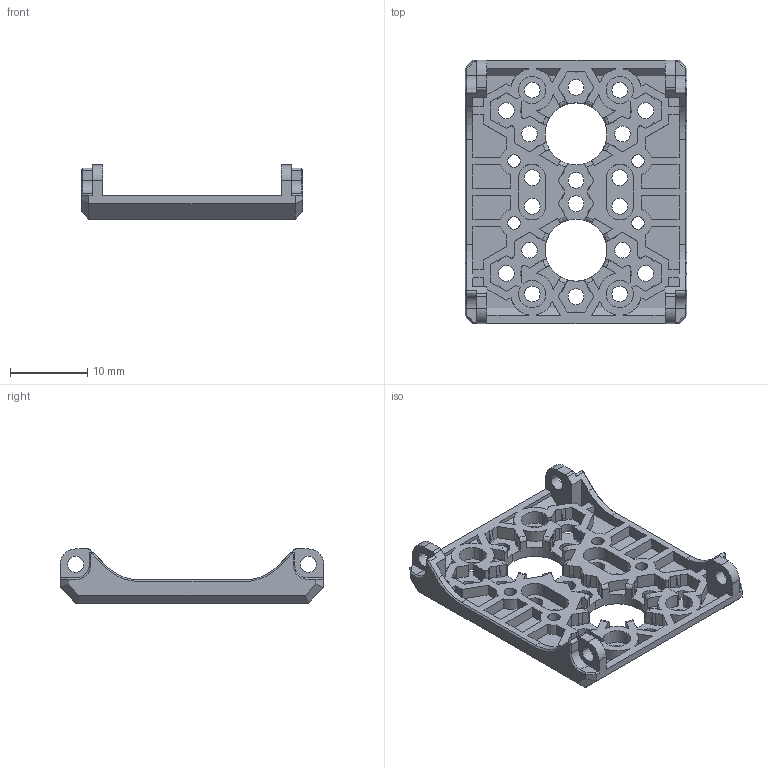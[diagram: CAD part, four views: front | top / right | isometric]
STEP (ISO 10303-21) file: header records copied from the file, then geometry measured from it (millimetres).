
FILE_DESCRIPTION (( 'STEP AP203' ), '1' );
FILE_NAME ('Robotis_FPX330_S101.STEP', '2024-09-05T20:24:09', ( '' ), ( '' ), 'SwSTEP 2.0', 'SolidWorks 2024', '' );
FILE_SCHEMA (( 'CONFIG_CONTROL_DESIGN' ));
Length unit declared in the file: millimetre
Products named in the file (1): Robotis_FPX330_S101
Bounding box: 28.6 x 34 x 7 mm (x, y, z)
Volume: 1747.9 mm3; surface area: 3187.4 mm2
Topology: 1 solids, 1 shells, 645 faces, 1786 edges, 1152 vertices
Faces by surface type: plane 489, cylinder 120, cone 20, torus 16
Entity records: 20599 total; most frequent: CARTESIAN_POINT 3752, ORIENTED_EDGE 3572, DIRECTION 3370, EDGE_CURVE 1786, LINE 1414, VECTOR 1414, VERTEX_POINT 1152, AXIS2_PLACEMENT_3D 978
